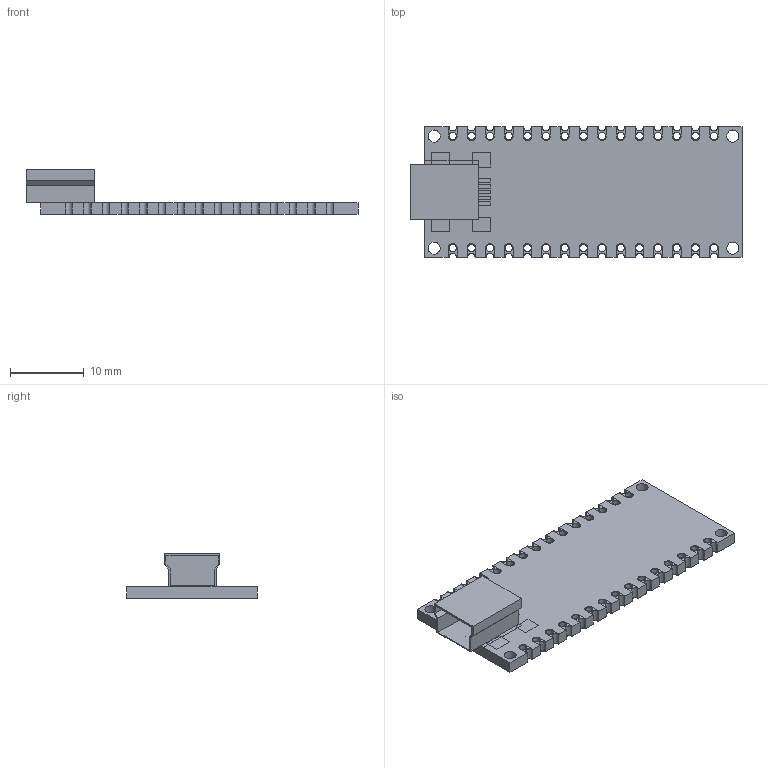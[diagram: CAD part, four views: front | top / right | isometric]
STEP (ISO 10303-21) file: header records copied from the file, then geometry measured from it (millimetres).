
FILE_DESCRIPTION(('FreeCAD Model'),'2;1');
FILE_NAME('Open CASCADE Shape Model','2023-01-17T09:22:01',('BT'),(''), 'Open CASCADE STEP processor 7.6','FreeCAD','Unknown');
FILE_SCHEMA(('AUTOMOTIVE_DESIGN_CC2 { 1 2 10303 214 -1 1 5 4 }'));
Length unit declared in the file: millimetre
Products named in the file (3): topPads_4ea6_cut; botPads_4ea6_cut; Pocket001
Bounding box: 45.16 x 17.76 x 6.12 mm (x, y, z)
Volume: 1281.6 mm3; surface area: 2245.6 mm2
Topology: 1 solids, 100 shells, 256 faces, 1135 edges, 983 vertices
Faces by surface type: plane 160, cylinder 96
Full cylindrical faces by diameter (mm): 0.9 x2, 1 x30, 1.65 x4
Entity records: 14429 total; most frequent: CARTESIAN_POINT 2375, DIRECTION 2306, ORIENTED_EDGE 1589, EDGE_CURVE 1135, VERTEX_POINT 983, AXIS2_PLACEMENT_3D 914, CIRCLE 657, LINE 478
